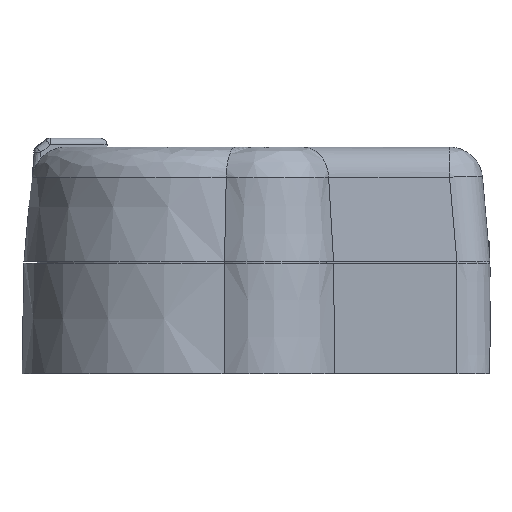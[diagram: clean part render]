
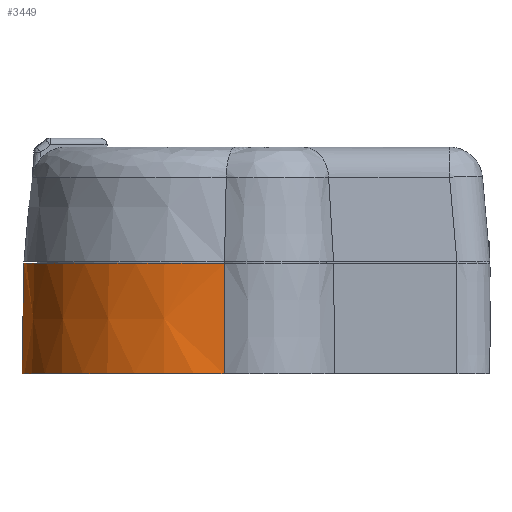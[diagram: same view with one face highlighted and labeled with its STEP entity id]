
A CAD part, left-side view. The second image highlights one B-rep face of the part: STEP entity #3449.
In plain terms, the highlighted conical face has half-angle 1 degrees and reference radius 10.271 mm.
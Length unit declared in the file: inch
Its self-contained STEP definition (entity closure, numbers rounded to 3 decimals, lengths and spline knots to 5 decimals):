
#953 = VERTEX_POINT ( 'NONE', #44017 ) ;
#2588 = AXIS2_PLACEMENT_3D ( 'NONE', #27696, #13900, #43877 ) ;
#3449 = ADVANCED_FACE ( 'NONE', ( #21290 ), #10434, .T. ) ;
#4603 = ORIENTED_EDGE ( 'NONE', *, *, #34951, .F. ) ;
#4609 = EDGE_CURVE ( 'NONE', #37370, #953, #5405, .T. ) ;
#5405 = LINE ( 'NONE', #34770, #54760 ) ;
#6423 = CARTESIAN_POINT ( 'NONE',  ( 0., -0.10526, 0.47606 ) ) ;
#7129 = CARTESIAN_POINT ( 'NONE',  ( -0.39634, -0.15921, 0.47606 ) ) ;
#9918 = AXIS2_PLACEMENT_3D ( 'NONE', #6423, #19412, #32379 ) ;
#10434 = CONICAL_SURFACE ( 'NONE', #41986, 0.40436, 0.017 ) ;
#11316 = ORIENTED_EDGE ( 'NONE', *, *, #18955, .T. ) ;
#13900 = DIRECTION ( 'NONE',  ( 0., 0., 1. ) ) ;
#16552 = CARTESIAN_POINT ( 'NONE',  ( -0.39937, -0.15853, 0.30939 ) ) ;
#18362 = EDGE_CURVE ( 'NONE', #953, #44226, #18859, .T. ) ;
#18859 = CIRCLE ( 'NONE', #2588, 0.40436 ) ;
#18955 = EDGE_CURVE ( 'NONE', #23701, #37370, #30664, .T. ) ;
#19412 = DIRECTION ( 'NONE',  ( 0., 0., -1. ) ) ;
#21051 = ORIENTED_EDGE ( 'NONE', *, *, #18362, .T. ) ;
#21290 = FACE_OUTER_BOUND ( 'NONE', #30611, .T. ) ;
#23701 = VERTEX_POINT ( 'NONE', #7129 ) ;
#27696 = CARTESIAN_POINT ( 'NONE',  ( 0., -0.10526, 0.22606 ) ) ;
#29260 = CARTESIAN_POINT ( 'NONE',  ( -0.39634, -0.15921, 0.47606 ) ) ;
#29427 = DIRECTION ( 'NONE',  ( 0., 1., 0. ) ) ;
#30611 = EDGE_LOOP ( 'NONE', ( #11316, #44263, #21051, #4603 ) ) ;
#30664 = CIRCLE ( 'NONE', #9918, 0.4 ) ;
#31688 = CARTESIAN_POINT ( 'NONE',  ( -0.40088, -0.1582, 0.22606 ) ) ;
#32379 = DIRECTION ( 'NONE',  ( 0., 1., 0. ) ) ;
#34770 = CARTESIAN_POINT ( 'NONE',  ( 0., 0.29911, 0.22606 ) ) ;
#34951 = EDGE_CURVE ( 'NONE', #23701, #44226, #35767, .T. ) ;
#35767 = B_SPLINE_CURVE_WITH_KNOTS ( 'NONE', 3,
 ( #29260, #38317, #16552, #41972 ),
 .UNSPECIFIED., .F., .F.,
 ( 4, 4 ),
 ( 0., 0.00635 ),
 .UNSPECIFIED. ) ;
#37370 = VERTEX_POINT ( 'NONE', #52899 ) ;
#38317 = CARTESIAN_POINT ( 'NONE',  ( -0.39786, -0.15887, 0.39272 ) ) ;
#39877 = DIRECTION ( 'NONE',  ( 0., 0.017, -1. ) ) ;
#41972 = CARTESIAN_POINT ( 'NONE',  ( -0.40088, -0.1582, 0.22606 ) ) ;
#41986 = AXIS2_PLACEMENT_3D ( 'NONE', #55743, #47531, #29427 ) ;
#43877 = DIRECTION ( 'NONE',  ( 0., 1., 0. ) ) ;
#44017 = CARTESIAN_POINT ( 'NONE',  ( 0., 0.29911, 0.22606 ) ) ;
#44226 = VERTEX_POINT ( 'NONE', #31688 ) ;
#44263 = ORIENTED_EDGE ( 'NONE', *, *, #4609, .T. ) ;
#47531 = DIRECTION ( 'NONE',  ( 0., 0., -1. ) ) ;
#52899 = CARTESIAN_POINT ( 'NONE',  ( 0., 0.29474, 0.47606 ) ) ;
#54760 = VECTOR ( 'NONE', #39877, 39.37008 ) ;
#55743 = CARTESIAN_POINT ( 'NONE',  ( 0., -0.10526, 0.22606 ) ) ;
